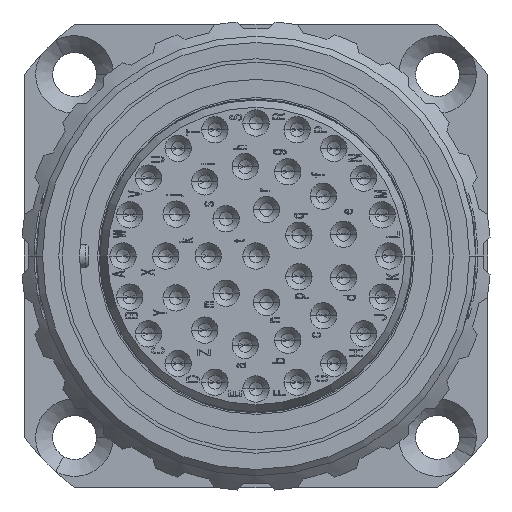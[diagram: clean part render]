
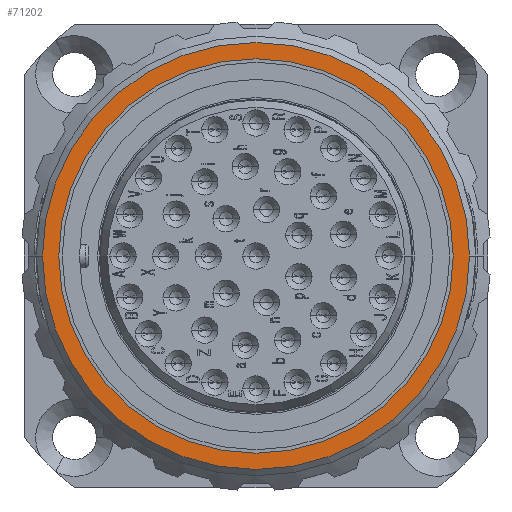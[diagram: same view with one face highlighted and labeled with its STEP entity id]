
A CAD part, left-side view. The second image highlights one B-rep face of the part: STEP entity #71202.
In plain terms, the highlighted planar face has unit normal (-1, 0, 0).
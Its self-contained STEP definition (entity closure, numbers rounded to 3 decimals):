
#8645=CARTESIAN_POINT('',(0.,0.,0.));
#8646=DIRECTION('',(-1.,0.,0.));
#8647=DIRECTION('',(0.,1.,0.));
#8648=AXIS2_PLACEMENT_3D('',#8645,#8646,#8647);
#8650=CARTESIAN_POINT('',(0.,0.,0.));
#8651=DIRECTION('',(-1.,0.,0.));
#8652=DIRECTION('',(0.,-1.,0.));
#8653=AXIS2_PLACEMENT_3D('',#8650,#8651,#8652);
#8655=CARTESIAN_POINT('',(0.,0.,0.));
#8656=DIRECTION('',(-1.,0.,0.));
#8657=DIRECTION('',(0.,1.,0.));
#8658=AXIS2_PLACEMENT_3D('',#8655,#8656,#8657);
#8673=CARTESIAN_POINT('',(0.,0.,0.));
#8674=DIRECTION('',(1.,0.,0.));
#8675=DIRECTION('',(0.,1.,0.));
#8676=AXIS2_PLACEMENT_3D('',#8673,#8674,#8675);
#52456=CARTESIAN_POINT('',(0.,17.05,0.));
#52457=CARTESIAN_POINT('',(0.,-17.05,0.));
#52458=VERTEX_POINT('',#52456);
#52459=VERTEX_POINT('',#52457);
#52468=CARTESIAN_POINT('',(0.,15.75,0.));
#52469=CARTESIAN_POINT('',(0.,-15.75,0.));
#52470=VERTEX_POINT('',#52468);
#52471=VERTEX_POINT('',#52469);
#71187=CARTESIAN_POINT('',(0.,0.,0.));
#71188=DIRECTION('',(1.,0.,0.));
#71189=DIRECTION('',(0.,-1.,0.));
#71190=AXIS2_PLACEMENT_3D('',#71187,#71188,#71189);
#71191=PLANE('401',#71190);
#71193=ORIENTED_EDGE('7201',*,*,#71192,.F.);
#71195=ORIENTED_EDGE('7199',*,*,#71194,.T.);
#71196=EDGE_LOOP('401',(#71193,#71195));
#71197=FACE_OUTER_BOUND('401',#71196,.F.);
#71198=ORIENTED_EDGE('7223',*,*,#71153,.T.);
#71199=ORIENTED_EDGE('7224',*,*,#71174,.T.);
#71200=EDGE_LOOP('401',(#71198,#71199));
#71201=FACE_BOUND('401',#71200,.F.);
#8649=CIRCLE('7223',#8648,15.75);
#8654=CIRCLE('7224',#8653,15.75);
#8659=CIRCLE('7201',#8658,17.05);
#8677=CIRCLE('7199',#8676,17.05);
#71153=EDGE_CURVE('7223',#52470,#52471,#8649,.T.);
#71174=EDGE_CURVE('7224',#52471,#52470,#8654,.T.);
#71192=EDGE_CURVE('7201',#52458,#52459,#8659,.T.);
#71194=EDGE_CURVE('7199',#52458,#52459,#8677,.T.);
#71202=ADVANCED_FACE('401',(#71197,#71201),#71191,.F.);
